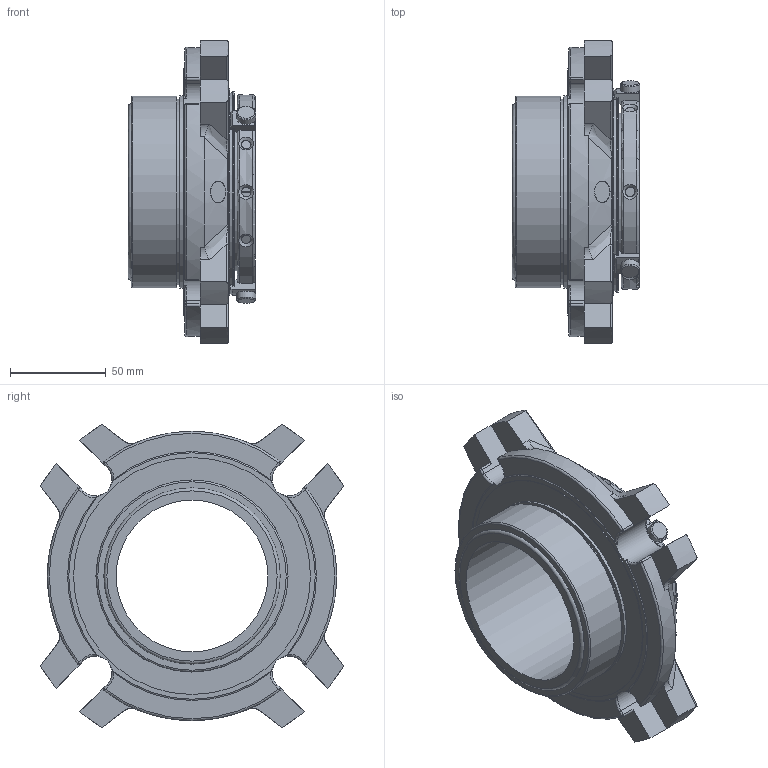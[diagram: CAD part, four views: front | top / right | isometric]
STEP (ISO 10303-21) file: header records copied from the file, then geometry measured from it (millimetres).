
FILE_DESCRIPTION(/* description */ ('Unknown'),/* implementation_level */ '2;1');
FILE_NAME(/* name */ '3.125',/* time_stamp */ '2023-04-04T16:08:31+01:00',/* author */ ('Unknown'),/* organization */ ('Unknown'),/* preprocessor_version */ 'ST-DEVELOPER v18.102',/* originating_system */ 'Solid Edge',/* authorisation */ 'Unknown');
FILE_SCHEMA (('AUTOMOTIVE_DESIGN {1 0 10303 214 3 1 1}'));
Length unit declared in the file: millimetre
Products named in the file (1): 3.125
Bounding box: 66.59 x 158.2 x 158.2 mm (x, y, z)
Volume: 420538.6 mm3; surface area: 80762.6 mm2
Topology: 1 solids, 1 shells, 509 faces, 1393 edges, 863 vertices
Faces by surface type: cylinder 200, plane 153, torus 62, bspline 39, cone 31, sphere 24
Full cylindrical faces by diameter (mm): 2.648 x1, 4.917 x2, 6 x3, 10 x3, 11.252 x3, 79.375 x1, 82.525 x1, 92.05 x1, 97.028 x1, 100 x1, 100.33 x1, 103.505 x1, 105.029 x1, 123.825 x1
Entity records: 19965 total; most frequent: CARTESIAN_POINT 4266, ORIENTED_EDGE 2562, DIRECTION 2499, EDGE_CURVE 1281, AXIS2_PLACEMENT_3D 999, VERTEX_POINT 820, EDGE_LOOP 593, FACE_BOUND 593
